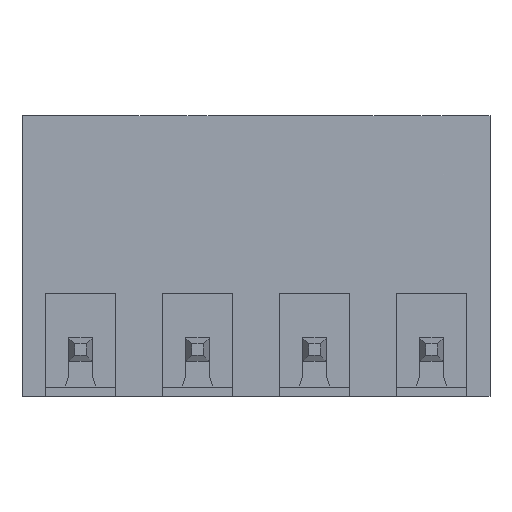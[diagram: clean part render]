
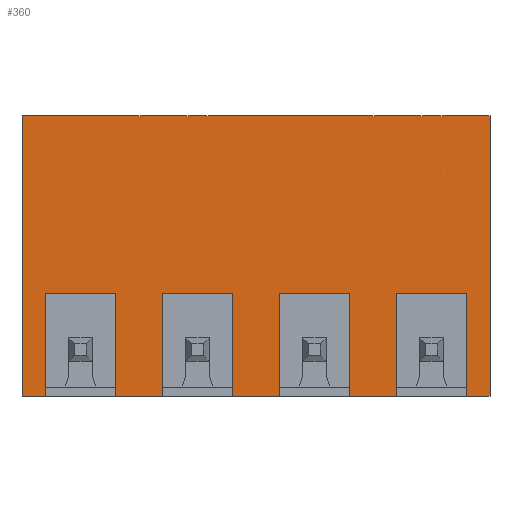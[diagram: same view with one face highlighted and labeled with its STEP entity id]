
A CAD part, front view. The second image highlights one B-rep face of the part: STEP entity #360.
In plain terms, the highlighted planar face has unit normal (0, -1, 0).
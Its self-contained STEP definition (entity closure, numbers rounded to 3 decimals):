
#360 = ADVANCED_FACE( '', ( #788 ), #789, .T. );
#788 = FACE_OUTER_BOUND( '', #1313, .T. );
#789 = PLANE( '', #1314 );
#1313 = EDGE_LOOP( '', ( #2135, #2136, #2137, #2138, #2139, #2140, #2141, #2142, #2143, #2144, #2145, #2146, #2147, #2148, #2149, #2150, #2151, #2152, #2153, #2154 ) );
#1314 = AXIS2_PLACEMENT_3D( '', #2155, #2156, #2157 );
#2135 = ORIENTED_EDGE( '', *, *, #3505, .T. );
#2136 = ORIENTED_EDGE( '', *, *, #3506, .F. );
#2137 = ORIENTED_EDGE( '', *, *, #3498, .F. );
#2138 = ORIENTED_EDGE( '', *, *, #3507, .F. );
#2139 = ORIENTED_EDGE( '', *, *, #3508, .F. );
#2140 = ORIENTED_EDGE( '', *, *, #3509, .T. );
#2141 = ORIENTED_EDGE( '', *, *, #3435, .F. );
#2142 = ORIENTED_EDGE( '', *, *, #3510, .F. );
#2143 = ORIENTED_EDGE( '', *, *, #3511, .F. );
#2144 = ORIENTED_EDGE( '', *, *, #3512, .T. );
#2145 = ORIENTED_EDGE( '', *, *, #3513, .F. );
#2146 = ORIENTED_EDGE( '', *, *, #3373, .F. );
#2147 = ORIENTED_EDGE( '', *, *, #3514, .F. );
#2148 = ORIENTED_EDGE( '', *, *, #3515, .T. );
#2149 = ORIENTED_EDGE( '', *, *, #3452, .F. );
#2150 = ORIENTED_EDGE( '', *, *, #3516, .F. );
#2151 = ORIENTED_EDGE( '', *, *, #3517, .F. );
#2152 = ORIENTED_EDGE( '', *, *, #3254, .T. );
#2153 = ORIENTED_EDGE( '', *, *, #3502, .F. );
#2154 = ORIENTED_EDGE( '', *, *, #3518, .T. );
#2155 = CARTESIAN_POINT( '', ( 10., -4.25, -6. ) );
#2156 = DIRECTION( '', ( 0., -1., 0. ) );
#2157 = DIRECTION( '', ( 0., 0., -1. ) );
#3254 = EDGE_CURVE( '', #3885, #3882, #3886, .T. );
#3373 = EDGE_CURVE( '', #4090, #4081, #4092, .T. );
#3435 = EDGE_CURVE( '', #4187, #4185, #4189, .T. );
#3452 = EDGE_CURVE( '', #4212, #4208, #4214, .T. );
#3498 = EDGE_CURVE( '', #4291, #4293, #4294, .T. );
#3502 = EDGE_CURVE( '', #4299, #3882, #4301, .T. );
#3505 = EDGE_CURVE( '', #4304, #4305, #4306, .T. );
#3506 = EDGE_CURVE( '', #4293, #4305, #4307, .T. );
#3507 = EDGE_CURVE( '', #4308, #4291, #4309, .T. );
#3508 = EDGE_CURVE( '', #4310, #4308, #4311, .T. );
#3509 = EDGE_CURVE( '', #4310, #4185, #4312, .T. );
#3510 = EDGE_CURVE( '', #4313, #4187, #4314, .T. );
#3511 = EDGE_CURVE( '', #4315, #4313, #4316, .T. );
#3512 = EDGE_CURVE( '', #4315, #4317, #4318, .T. );
#3513 = EDGE_CURVE( '', #4081, #4317, #4319, .T. );
#3514 = EDGE_CURVE( '', #4320, #4090, #4321, .T. );
#3515 = EDGE_CURVE( '', #4320, #4208, #4322, .T. );
#3516 = EDGE_CURVE( '', #4323, #4212, #4324, .T. );
#3517 = EDGE_CURVE( '', #3885, #4323, #4325, .T. );
#3518 = EDGE_CURVE( '', #4299, #4304, #4326, .T. );
#3882 = VERTEX_POINT( '', #4812 );
#3885 = VERTEX_POINT( '', #4816 );
#3886 = LINE( '', #4817, #4818 );
#4081 = VERTEX_POINT( '', #5099 );
#4090 = VERTEX_POINT( '', #5112 );
#4092 = LINE( '', #5115, #5116 );
#4185 = VERTEX_POINT( '', #5253 );
#4187 = VERTEX_POINT( '', #5256 );
#4189 = LINE( '', #5259, #5260 );
#4208 = VERTEX_POINT( '', #5287 );
#4212 = VERTEX_POINT( '', #5293 );
#4214 = LINE( '', #5296, #5297 );
#4291 = VERTEX_POINT( '', #5407 );
#4293 = VERTEX_POINT( '', #5410 );
#4294 = LINE( '', #5411, #5412 );
#4299 = VERTEX_POINT( '', #5419 );
#4301 = LINE( '', #5422, #5423 );
#4304 = VERTEX_POINT( '', #5427 );
#4305 = VERTEX_POINT( '', #5428 );
#4306 = LINE( '', #5429, #5430 );
#4307 = LINE( '', #5431, #5432 );
#4308 = VERTEX_POINT( '', #5433 );
#4309 = LINE( '', #5434, #5435 );
#4310 = VERTEX_POINT( '', #5436 );
#4311 = LINE( '', #5437, #5438 );
#4312 = LINE( '', #5439, #5440 );
#4313 = VERTEX_POINT( '', #5441 );
#4314 = LINE( '', #5442, #5443 );
#4315 = VERTEX_POINT( '', #5444 );
#4316 = LINE( '', #5445, #5446 );
#4317 = VERTEX_POINT( '', #5447 );
#4318 = LINE( '', #5448, #5449 );
#4319 = LINE( '', #5450, #5451 );
#4320 = VERTEX_POINT( '', #5452 );
#4321 = LINE( '', #5453, #5454 );
#4322 = LINE( '', #5455, #5456 );
#4323 = VERTEX_POINT( '', #5457 );
#4324 = LINE( '', #5458, #5459 );
#4325 = LINE( '', #5460, #5461 );
#4326 = LINE( '', #5462, #5463 );
#4812 = CARTESIAN_POINT( '', ( 9., -4.25, -6. ) );
#4816 = CARTESIAN_POINT( '', ( 9., -4.25, -1.6 ) );
#4817 = CARTESIAN_POINT( '', ( 9., -4.25, -5.6 ) );
#4818 = VECTOR( '', #6142, 1000. );
#5099 = CARTESIAN_POINT( '', ( 1., -4.25, -6. ) );
#5112 = CARTESIAN_POINT( '', ( 1., -4.25, -1.6 ) );
#5115 = CARTESIAN_POINT( '', ( 1., -4.25, -5.6 ) );
#5116 = VECTOR( '', #6252, 1000. );
#5253 = CARTESIAN_POINT( '', ( -6., -4.25, -6. ) );
#5256 = CARTESIAN_POINT( '', ( -4., -4.25, -6. ) );
#5259 = CARTESIAN_POINT( '', ( 10., -4.25, -6. ) );
#5260 = VECTOR( '', #6302, 1000. );
#5287 = CARTESIAN_POINT( '', ( 4., -4.25, -6. ) );
#5293 = CARTESIAN_POINT( '', ( 6., -4.25, -6. ) );
#5296 = CARTESIAN_POINT( '', ( 10., -4.25, -6. ) );
#5297 = VECTOR( '', #6317, 1000. );
#5407 = CARTESIAN_POINT( '', ( -9., -4.25, -6. ) );
#5410 = CARTESIAN_POINT( '', ( -10., -4.25, -6. ) );
#5411 = CARTESIAN_POINT( '', ( 10., -4.25, -6. ) );
#5412 = VECTOR( '', #6358, 1000. );
#5419 = CARTESIAN_POINT( '', ( 10., -4.25, -6. ) );
#5422 = CARTESIAN_POINT( '', ( 10., -4.25, -6. ) );
#5423 = VECTOR( '', #6362, 1000. );
#5427 = CARTESIAN_POINT( '', ( 10., -4.25, 6. ) );
#5428 = CARTESIAN_POINT( '', ( -10., -4.25, 6. ) );
#5429 = CARTESIAN_POINT( '', ( 10., -4.25, 6. ) );
#5430 = VECTOR( '', #6364, 1000. );
#5431 = CARTESIAN_POINT( '', ( -10., -4.25, -6. ) );
#5432 = VECTOR( '', #6365, 1000. );
#5433 = CARTESIAN_POINT( '', ( -9., -4.25, -1.6 ) );
#5434 = CARTESIAN_POINT( '', ( -9., -4.25, -5.6 ) );
#5435 = VECTOR( '', #6366, 1000. );
#5436 = CARTESIAN_POINT( '', ( -6., -4.25, -1.6 ) );
#5437 = CARTESIAN_POINT( '', ( -6., -4.25, -1.6 ) );
#5438 = VECTOR( '', #6367, 1000. );
#5439 = CARTESIAN_POINT( '', ( -6., -4.25, -5.6 ) );
#5440 = VECTOR( '', #6368, 1000. );
#5441 = CARTESIAN_POINT( '', ( -4., -4.25, -1.6 ) );
#5442 = CARTESIAN_POINT( '', ( -4., -4.25, -5.6 ) );
#5443 = VECTOR( '', #6369, 1000. );
#5444 = CARTESIAN_POINT( '', ( -1., -4.25, -1.6 ) );
#5445 = CARTESIAN_POINT( '', ( -1., -4.25, -1.6 ) );
#5446 = VECTOR( '', #6370, 1000. );
#5447 = CARTESIAN_POINT( '', ( -1., -4.25, -6. ) );
#5448 = CARTESIAN_POINT( '', ( -1., -4.25, -5.6 ) );
#5449 = VECTOR( '', #6371, 1000. );
#5450 = CARTESIAN_POINT( '', ( 10., -4.25, -6. ) );
#5451 = VECTOR( '', #6372, 1000. );
#5452 = CARTESIAN_POINT( '', ( 4., -4.25, -1.6 ) );
#5453 = CARTESIAN_POINT( '', ( 4., -4.25, -1.6 ) );
#5454 = VECTOR( '', #6373, 1000. );
#5455 = CARTESIAN_POINT( '', ( 4., -4.25, -5.6 ) );
#5456 = VECTOR( '', #6374, 1000. );
#5457 = CARTESIAN_POINT( '', ( 6., -4.25, -1.6 ) );
#5458 = CARTESIAN_POINT( '', ( 6., -4.25, -5.6 ) );
#5459 = VECTOR( '', #6375, 1000. );
#5460 = CARTESIAN_POINT( '', ( 9., -4.25, -1.6 ) );
#5461 = VECTOR( '', #6376, 1000. );
#5462 = CARTESIAN_POINT( '', ( 10., -4.25, -6. ) );
#5463 = VECTOR( '', #6377, 1000. );
#6142 = DIRECTION( '', ( 0., 0., -1. ) );
#6252 = DIRECTION( '', ( 0., 0., -1. ) );
#6302 = DIRECTION( '', ( -1., 0., 0. ) );
#6317 = DIRECTION( '', ( -1., 0., 0. ) );
#6358 = DIRECTION( '', ( -1., 0., 0. ) );
#6362 = DIRECTION( '', ( -1., 0., 0. ) );
#6364 = DIRECTION( '', ( -1., 0., 0. ) );
#6365 = DIRECTION( '', ( 0., 0., 1. ) );
#6366 = DIRECTION( '', ( 0., 0., -1. ) );
#6367 = DIRECTION( '', ( -1., 0., 0. ) );
#6368 = DIRECTION( '', ( 0., 0., -1. ) );
#6369 = DIRECTION( '', ( 0., 0., -1. ) );
#6370 = DIRECTION( '', ( -1., 0., 0. ) );
#6371 = DIRECTION( '', ( 0., 0., -1. ) );
#6372 = DIRECTION( '', ( -1., 0., 0. ) );
#6373 = DIRECTION( '', ( -1., 0., 0. ) );
#6374 = DIRECTION( '', ( 0., 0., -1. ) );
#6375 = DIRECTION( '', ( 0., 0., -1. ) );
#6376 = DIRECTION( '', ( -1., 0., 0. ) );
#6377 = DIRECTION( '', ( 0., 0., 1. ) );
